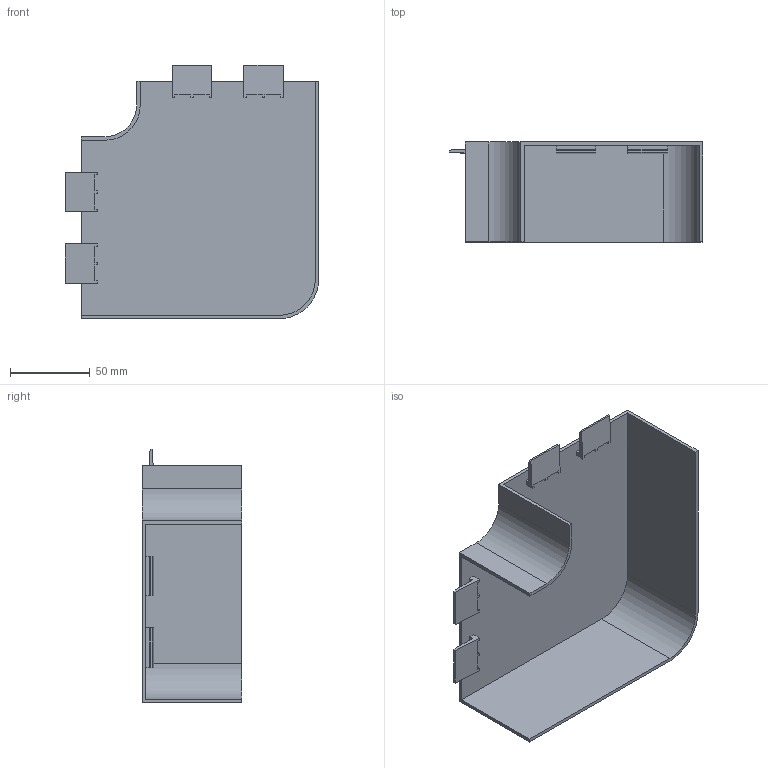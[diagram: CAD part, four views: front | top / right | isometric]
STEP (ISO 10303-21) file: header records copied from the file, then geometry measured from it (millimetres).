
FILE_DESCRIPTION (( 'STEP AP214' ), '1' );
FILE_NAME ('6191794.STEP', '2025-02-18T14:00:25', ( '' ), ( '' ), 'SwSTEP 2.0', 'SolidWorks 2024', '' );
FILE_SCHEMA (( 'AUTOMOTIVE_DESIGN' ));
Length unit declared in the file: millimetre
Products named in the file (1): 6191794
Bounding box: 159.4 x 62.7 x 159.4 mm (x, y, z)
Volume: 97468.1 mm3; surface area: 91053 mm2
Topology: 1 solids, 1 shells, 82 faces, 228 edges, 152 vertices
Faces by surface type: plane 78, cylinder 4
Entity records: 2603 total; most frequent: CARTESIAN_POINT 463, ORIENTED_EDGE 456, DIRECTION 402, EDGE_CURVE 228, VECTOR 220, LINE 220, VERTEX_POINT 152, AXIS2_PLACEMENT_3D 91
